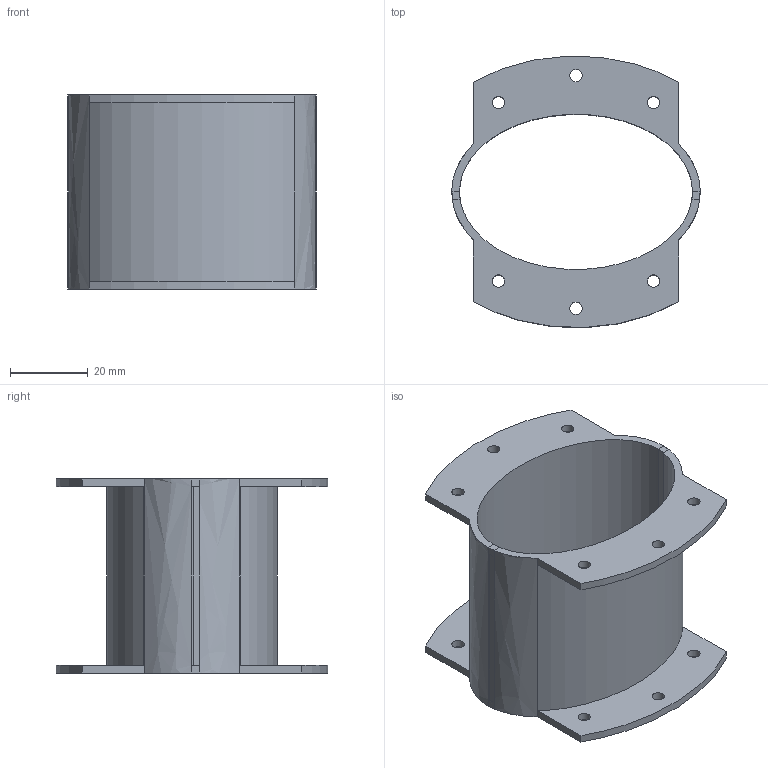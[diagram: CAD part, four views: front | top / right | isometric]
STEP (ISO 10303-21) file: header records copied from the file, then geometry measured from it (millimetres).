
FILE_DESCRIPTION(/* description */ ('Unknown'),/* implementation_level */ '2;1');
FILE_NAME(/* name */ 'Kael_assembly',/* time_stamp */ '2023-05-20T20:00:37+03:00',/* author */ ('Unknown'),/* organization */ ('Unknown'),/* preprocessor_version */ 'ST-DEVELOPER v18.102',/* originating_system */ 'Solid Edge',/* authorisation */ 'Unknown');
FILE_SCHEMA (('AUTOMOTIVE_DESIGN {1 0 10303 214 3 1 1}'));
Length unit declared in the file: millimetre
Products named in the file (3): Kael_assembly; Kael_eesmine; Kael_tagumine
Assembly tree (2 placements, depth 2):
  Kael_assembly
    Kael_eesmine
    Kael_tagumine
Bounding box: 64 x 69.91 x 50 mm (x, y, z)
Volume: 22457.6 mm3; surface area: 24061.2 mm2
Topology: 2 solids, 2 shells, 45 faces, 135 edges, 94 vertices
Faces by surface type: plane 18, bspline 15, cylinder 12
Full cylindrical faces by diameter (mm): 3.2 x12
Entity records: 1749 total; most frequent: CARTESIAN_POINT 525, ORIENTED_EDGE 234, DIRECTION 210, EDGE_CURVE 117, VERTEX_POINT 88, EDGE_LOOP 81, FACE_BOUND 81, AXIS2_PLACEMENT_3D 79
